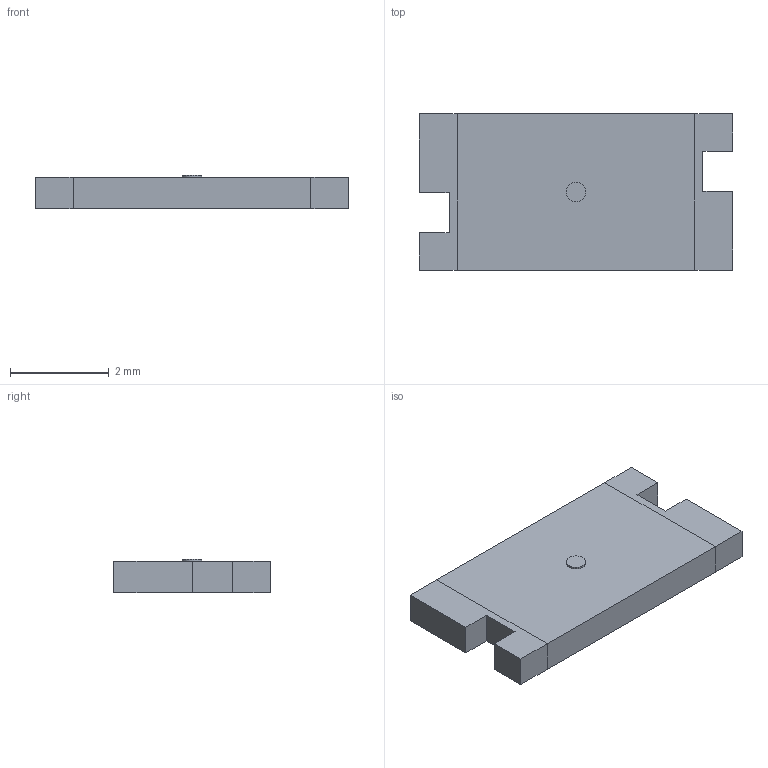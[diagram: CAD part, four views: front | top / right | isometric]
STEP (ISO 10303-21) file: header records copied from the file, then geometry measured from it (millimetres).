
FILE_DESCRIPTION(('FreeCAD Model'),'2;1');
FILE_NAME('Open CASCADE Shape Model','2024-11-27T10:27:49',(''),(''), 'Open CASCADE STEP processor 7.6','FreeCAD','Unknown');
FILE_SCHEMA(('AUTOMOTIVE_DESIGN { 1 0 10303 214 1 1 1 1 }'));
Length unit declared in the file: millimetre
Products named in the file (4): CSM2512_0R007_0R2_1; Body; Array; Marker
Assembly tree (3 placements, depth 2):
  CSM2512_0R007_0R2_1
    Body
    Array
    Marker
Bounding box: 6.35 x 3.17 x 0.68 mm (x, y, z)
Volume: 12.2 mm3; surface area: 60.4 mm2
Topology: 4 solids, 4 shells, 29 faces, 63 edges, 42 vertices
Faces by surface type: plane 28, cylinder 1
Full cylindrical faces by diameter (mm): 0.4 x1
Entity records: 880 total; most frequent: CARTESIAN_POINT 138, DIRECTION 131, ORIENTED_EDGE 126, EDGE_CURVE 63, LINE 61, VECTOR 61, VERTEX_POINT 42, AXIS2_PLACEMENT_3D 35
